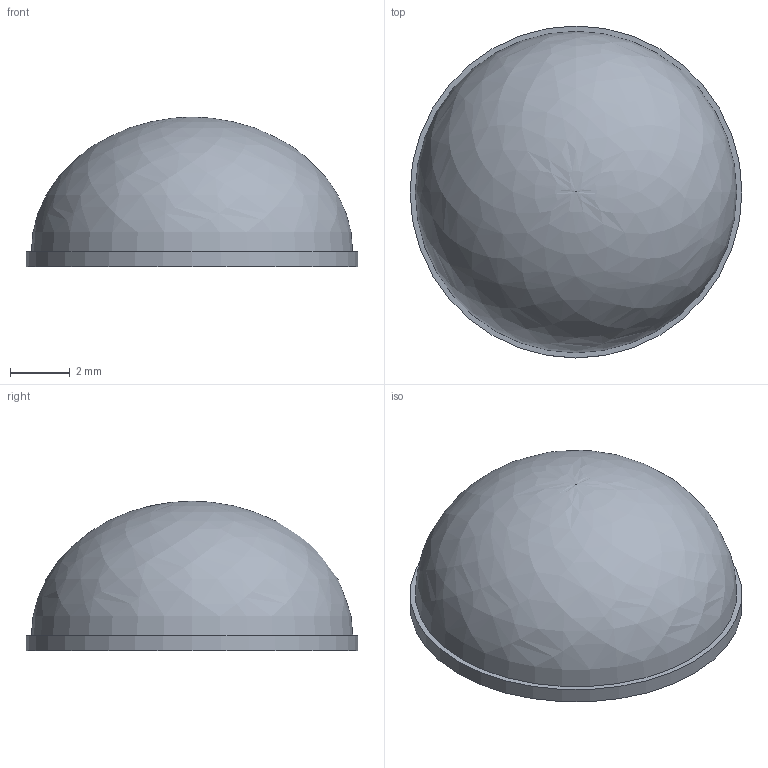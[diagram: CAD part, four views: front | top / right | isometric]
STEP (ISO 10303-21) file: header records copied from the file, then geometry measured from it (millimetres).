
FILE_DESCRIPTION(/* description */ ('Alibre Inc.'),/* implementation_level */ '2;1');
FILE_NAME(/* name */ 'export0',/* time_stamp */ '2012-02-02T13:13:58-08:00',/* author */ (''),/* organization */ (''),/* preprocessor_version */ 'ST-DEVELOPER v14',/* originating_system */ 'Alibre',/* authorisation */ '');
FILE_SCHEMA (('AUTOMOTIVE_DESIGN'));
Length unit declared in the file: centimetre
Bounding box: 11.1 x 11.1 x 5 mm (x, y, z)
Volume: 320.5 mm3; surface area: 282.4 mm2
Topology: 1 solids, 1 shells, 6 faces, 9 edges, 6 vertices
Faces by surface type: plane 3, cylinder 2, revolution 1
Full cylindrical faces by diameter (mm): 0.005 x1, 11.1 x1
Entity records: 130 total; most frequent: DIRECTION 19, CARTESIAN_POINT 19, ORIENTED_EDGE 12, AXIS2_PLACEMENT_3D 10, EDGE_LOOP 9, FACE_BOUND 9, EDGE_CURVE 6, ADVANCED_FACE 6
